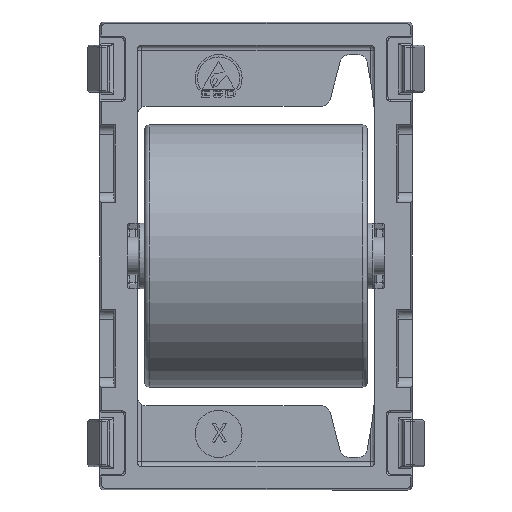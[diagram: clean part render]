
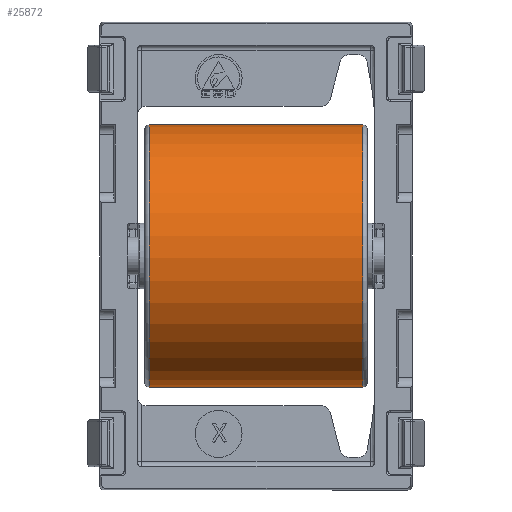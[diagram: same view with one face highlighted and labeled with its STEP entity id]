
A CAD part, front view. The second image highlights one B-rep face of the part: STEP entity #25872.
In plain terms, the highlighted cylindrical face has radius 14 mm (diameter 28 mm), a partial arc.
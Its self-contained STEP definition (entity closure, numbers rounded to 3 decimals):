
#276 = CARTESIAN_POINT ( 'NONE',  ( 0., 0., 11.9 ) ) ;
#417 = EDGE_CURVE ( 'NONE', #6298, #22831, #27426, .T. ) ;
#1228 = DIRECTION ( 'NONE',  ( 1., 0., 0. ) ) ;
#1659 = CIRCLE ( 'NONE', #3771, 14. ) ;
#2656 = EDGE_LOOP ( 'NONE', ( #5431, #10147, #7477, #3272 ) ) ;
#3272 = ORIENTED_EDGE ( 'NONE', *, *, #7930, .F. ) ;
#3315 = CARTESIAN_POINT ( 'NONE',  ( -14., 0., -11.4 ) ) ;
#3771 = AXIS2_PLACEMENT_3D ( 'NONE', #29031, #15207, #1228 ) ;
#4033 = CARTESIAN_POINT ( 'NONE',  ( 14., 0., 11.9 ) ) ;
#4110 = EDGE_CURVE ( 'NONE', #21374, #6298, #16413, .T. ) ;
#5013 = AXIS2_PLACEMENT_3D ( 'NONE', #276, #23469, #16591 ) ;
#5431 = ORIENTED_EDGE ( 'NONE', *, *, #4110, .T. ) ;
#5474 = DIRECTION ( 'NONE',  ( 0., 0., -1. ) ) ;
#6298 = VERTEX_POINT ( 'NONE', #26256 ) ;
#6351 = VERTEX_POINT ( 'NONE', #3315 ) ;
#6604 = LINE ( 'NONE', #7844, #16073 ) ;
#7477 = ORIENTED_EDGE ( 'NONE', *, *, #22623, .T. ) ;
#7844 = CARTESIAN_POINT ( 'NONE',  ( -14., 0., 11.9 ) ) ;
#7930 = EDGE_CURVE ( 'NONE', #21374, #6351, #6604, .T. ) ;
#9646 = CARTESIAN_POINT ( 'NONE',  ( 0., 0., 11.4 ) ) ;
#10147 = ORIENTED_EDGE ( 'NONE', *, *, #417, .T. ) ;
#10588 = FACE_OUTER_BOUND ( 'NONE', #2656, .T. ) ;
#11973 = DIRECTION ( 'NONE',  ( 1., 0., 0. ) ) ;
#13508 = CARTESIAN_POINT ( 'NONE',  ( -14., 0., 11.4 ) ) ;
#13659 = CARTESIAN_POINT ( 'NONE',  ( 14., 0., -11.4 ) ) ;
#15056 = AXIS2_PLACEMENT_3D ( 'NONE', #9646, #25838, #11973 ) ;
#15207 = DIRECTION ( 'NONE',  ( 0., 0., 1. ) ) ;
#16073 = VECTOR ( 'NONE', #24070, 1000. ) ;
#16413 = CIRCLE ( 'NONE', #15056, 14. ) ;
#16591 = DIRECTION ( 'NONE',  ( -1., 0., 0. ) ) ;
#21283 = VECTOR ( 'NONE', #5474, 1000. ) ;
#21374 = VERTEX_POINT ( 'NONE', #13508 ) ;
#22623 = EDGE_CURVE ( 'NONE', #22831, #6351, #1659, .T. ) ;
#22831 = VERTEX_POINT ( 'NONE', #13659 ) ;
#23469 = DIRECTION ( 'NONE',  ( 0., 0., -1. ) ) ;
#24070 = DIRECTION ( 'NONE',  ( 0., 0., -1. ) ) ;
#25838 = DIRECTION ( 'NONE',  ( 0., 0., -1. ) ) ;
#25872 = ADVANCED_FACE ( 'NONE', ( #10588 ), #28337, .T. ) ;
#26256 = CARTESIAN_POINT ( 'NONE',  ( 14., 0., 11.4 ) ) ;
#27426 = LINE ( 'NONE', #4033, #21283 ) ;
#28337 = CYLINDRICAL_SURFACE ( 'NONE', #5013, 14. ) ;
#29031 = CARTESIAN_POINT ( 'NONE',  ( 0., 0., -11.4 ) ) ;
